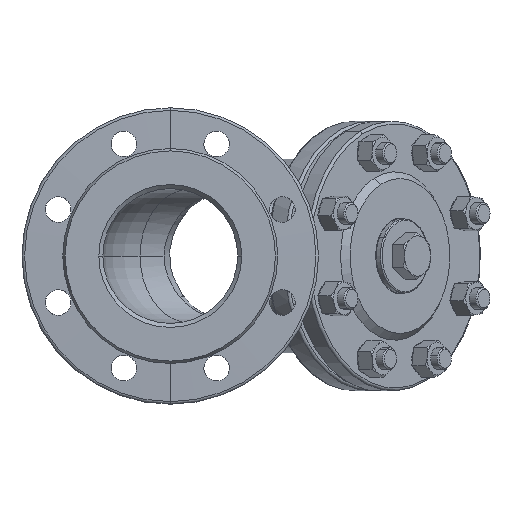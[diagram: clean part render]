
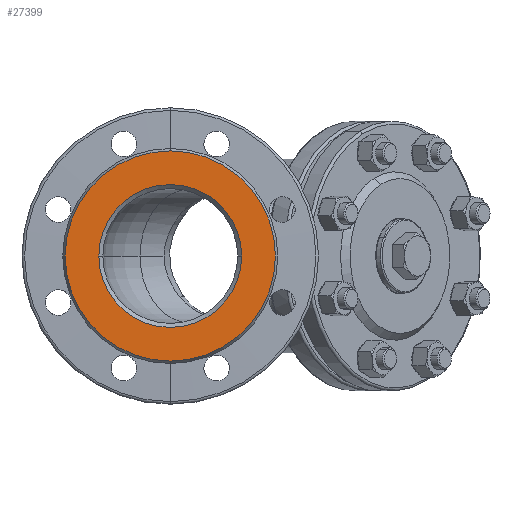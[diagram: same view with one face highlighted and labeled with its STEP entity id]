
A CAD part, left-side view. The second image highlights one B-rep face of the part: STEP entity #27399.
In plain terms, the highlighted planar face has unit normal (-1, 0, 0).
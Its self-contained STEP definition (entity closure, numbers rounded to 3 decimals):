
#651 = EDGE_CURVE ( 'NONE', #32363, #32365, #45145, .T. ) ;
#655 = EDGE_CURVE ( 'NONE', #38736, #13204, #45162, .T. ) ;
#775 = AXIS2_PLACEMENT_3D ( 'NONE', #15704, #15705, #15706 ) ;
#779 = AXIS2_PLACEMENT_3D ( 'NONE', #15711, #15718, #15719 ) ;
#2071 = AXIS2_PLACEMENT_3D ( 'NONE', #29608, #29610, #29611 ) ;
#2115 = AXIS2_PLACEMENT_3D ( 'NONE', #32251, #32254, #32256 ) ;
#2389 = CIRCLE ( 'NONE', #2115, 53. ) ;
#3031 = EDGE_LOOP ( 'NONE', ( #23403, #23404 ) ) ;
#4236 = CARTESIAN_POINT ( 'NONE',  ( 0., 0., -78. ) ) ;
#5089 = CIRCLE ( 'NONE', #2071, 78. ) ;
#5943 = EDGE_LOOP ( 'NONE', ( #23401, #23402 ) ) ;
#6675 = PLANE ( 'NONE',  #29354 ) ;
#6678 = CARTESIAN_POINT ( 'NONE',  ( 0., 0., 0. ) ) ;
#6684 = DIRECTION ( 'NONE',  ( -1., 0., 0. ) ) ;
#6685 = DIRECTION ( 'NONE',  ( 0., 0., -1. ) ) ;
#13204 = VERTEX_POINT ( 'NONE', #4236 ) ;
#15704 = CARTESIAN_POINT ( 'NONE',  ( 0., 0., 0. ) ) ;
#15705 = DIRECTION ( 'NONE',  ( 1., 0., 0. ) ) ;
#15706 = DIRECTION ( 'NONE',  ( 0., 0., -1. ) ) ;
#15711 = CARTESIAN_POINT ( 'NONE',  ( 0., 0., 0. ) ) ;
#15718 = DIRECTION ( 'NONE',  ( 1., 0., 0. ) ) ;
#15719 = DIRECTION ( 'NONE',  ( 0., 0., 1. ) ) ;
#16593 = EDGE_CURVE ( 'NONE', #13204, #38736, #5089, .T. ) ;
#16708 = CARTESIAN_POINT ( 'NONE',  ( 0., 53., 0. ) ) ;
#16709 = CARTESIAN_POINT ( 'NONE',  ( 0., -53., 0. ) ) ;
#17491 = EDGE_CURVE ( 'NONE', #32365, #32363, #2389, .T. ) ;
#22361 = CARTESIAN_POINT ( 'NONE',  ( 0., 0., 78. ) ) ;
#23401 = ORIENTED_EDGE ( 'NONE', *, *, #17491, .T. ) ;
#23402 = ORIENTED_EDGE ( 'NONE', *, *, #651, .T. ) ;
#23403 = ORIENTED_EDGE ( 'NONE', *, *, #16593, .F. ) ;
#23404 = ORIENTED_EDGE ( 'NONE', *, *, #655, .F. ) ;
#27399 = ADVANCED_FACE ( 'NONE', ( #34338, #34350 ), #6675, .T. ) ;
#29354 = AXIS2_PLACEMENT_3D ( 'NONE', #6678, #6684, #6685 ) ;
#29608 = CARTESIAN_POINT ( 'NONE',  ( 0., 0., 0. ) ) ;
#29610 = DIRECTION ( 'NONE',  ( 1., 0., 0. ) ) ;
#29611 = DIRECTION ( 'NONE',  ( 0., 0., 1. ) ) ;
#32251 = CARTESIAN_POINT ( 'NONE',  ( 0., 0., 0. ) ) ;
#32254 = DIRECTION ( 'NONE',  ( 1., 0., 0. ) ) ;
#32256 = DIRECTION ( 'NONE',  ( 0., 0., -1. ) ) ;
#32363 = VERTEX_POINT ( 'NONE', #16708 ) ;
#32365 = VERTEX_POINT ( 'NONE', #16709 ) ;
#34338 = FACE_BOUND ( 'NONE', #5943, .T. ) ;
#34350 = FACE_OUTER_BOUND ( 'NONE', #3031, .T. ) ;
#38736 = VERTEX_POINT ( 'NONE', #22361 ) ;
#45145 = CIRCLE ( 'NONE', #775, 53. ) ;
#45162 = CIRCLE ( 'NONE', #779, 78. ) ;
